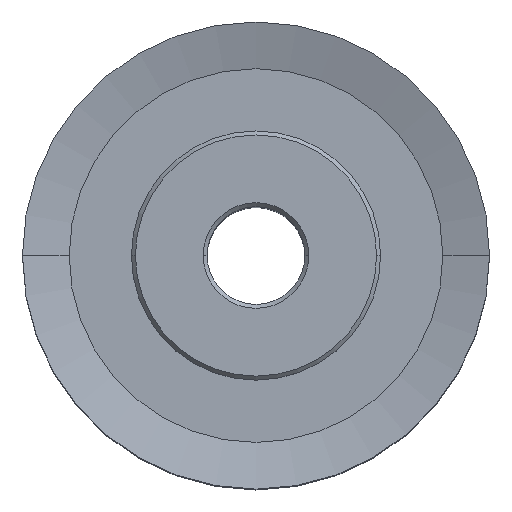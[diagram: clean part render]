
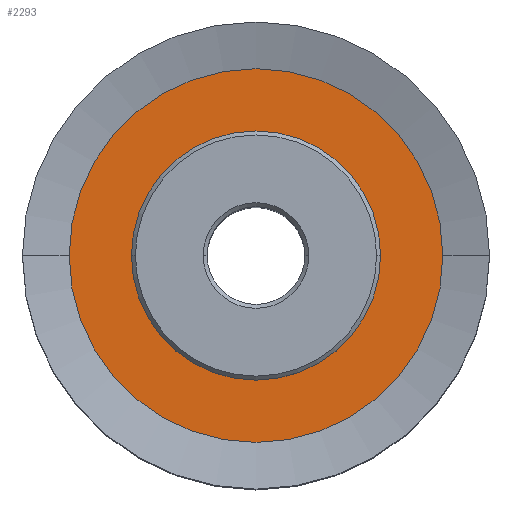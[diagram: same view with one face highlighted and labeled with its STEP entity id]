
A CAD part, top view. The second image highlights one B-rep face of the part: STEP entity #2293.
In plain terms, the highlighted planar face has unit normal (0, 0, 1).
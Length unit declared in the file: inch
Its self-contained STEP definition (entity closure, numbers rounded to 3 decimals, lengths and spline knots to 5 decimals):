
#44 = ORIENTED_EDGE ( 'NONE', *, *, #702, .T. ) ;
#83 = AXIS2_PLACEMENT_3D ( 'NONE', #868, #1127, #3234 ) ;
#145 = CARTESIAN_POINT ( 'NONE',  ( 0., 0., 0.30512 ) ) ;
#199 = FACE_BOUND ( 'NONE', #2448, .T. ) ;
#238 = CIRCLE ( 'NONE', #926, 0.15748 ) ;
#286 = CARTESIAN_POINT ( 'NONE',  ( 0., 0., 0.30512 ) ) ;
#308 = EDGE_LOOP ( 'NONE', ( #44, #2036 ) ) ;
#332 = EDGE_CURVE ( 'NONE', #2115, #1019, #2224, .T. ) ;
#544 = CARTESIAN_POINT ( 'NONE',  ( 0.23622, 0., 0.30512 ) ) ;
#577 = AXIS2_PLACEMENT_3D ( 'NONE', #1172, #1457, #3276 ) ;
#665 = DIRECTION ( 'NONE',  ( 1., 0., 0. ) ) ;
#675 = DIRECTION ( 'NONE',  ( 0., 0., 1. ) ) ;
#702 = EDGE_CURVE ( 'NONE', #1602, #1255, #2713, .T. ) ;
#791 = CARTESIAN_POINT ( 'NONE',  ( 0.15748, 0., 0.30512 ) ) ;
#803 = ORIENTED_EDGE ( 'NONE', *, *, #332, .F. ) ;
#868 = CARTESIAN_POINT ( 'NONE',  ( 0., 0.15748, 0.30512 ) ) ;
#926 = AXIS2_PLACEMENT_3D ( 'NONE', #2769, #675, #2512 ) ;
#940 = CIRCLE ( 'NONE', #577, 0.23622 ) ;
#1019 = VERTEX_POINT ( 'NONE', #2996 ) ;
#1127 = DIRECTION ( 'NONE',  ( 0., 0., -1. ) ) ;
#1172 = CARTESIAN_POINT ( 'NONE',  ( 0., 0., 0.30512 ) ) ;
#1255 = VERTEX_POINT ( 'NONE', #3265 ) ;
#1285 = ORIENTED_EDGE ( 'NONE', *, *, #2479, .F. ) ;
#1380 = AXIS2_PLACEMENT_3D ( 'NONE', #145, #3348, #665 ) ;
#1429 = PLANE ( 'NONE',  #83 ) ;
#1457 = DIRECTION ( 'NONE',  ( 0., 0., 1. ) ) ;
#1602 = VERTEX_POINT ( 'NONE', #544 ) ;
#1688 = FACE_OUTER_BOUND ( 'NONE', #308, .T. ) ;
#1805 = AXIS2_PLACEMENT_3D ( 'NONE', #286, #3130, #2128 ) ;
#1845 = EDGE_CURVE ( 'NONE', #1255, #1602, #940, .T. ) ;
#2036 = ORIENTED_EDGE ( 'NONE', *, *, #1845, .T. ) ;
#2115 = VERTEX_POINT ( 'NONE', #791 ) ;
#2128 = DIRECTION ( 'NONE',  ( 1., 0., 0. ) ) ;
#2224 = CIRCLE ( 'NONE', #1805, 0.15748 ) ;
#2293 = ADVANCED_FACE ( 'NONE', ( #199, #1688 ), #1429, .F. ) ;
#2448 = EDGE_LOOP ( 'NONE', ( #803, #1285 ) ) ;
#2479 = EDGE_CURVE ( 'NONE', #1019, #2115, #238, .T. ) ;
#2512 = DIRECTION ( 'NONE',  ( 1., 0., 0. ) ) ;
#2713 = CIRCLE ( 'NONE', #1380, 0.23622 ) ;
#2769 = CARTESIAN_POINT ( 'NONE',  ( 0., 0., 0.30512 ) ) ;
#2996 = CARTESIAN_POINT ( 'NONE',  ( -0.15748, 0., 0.30512 ) ) ;
#3130 = DIRECTION ( 'NONE',  ( 0., 0., 1. ) ) ;
#3234 = DIRECTION ( 'NONE',  ( -1., 0., 0. ) ) ;
#3265 = CARTESIAN_POINT ( 'NONE',  ( -0.23622, 0., 0.30512 ) ) ;
#3276 = DIRECTION ( 'NONE',  ( 1., 0., 0. ) ) ;
#3348 = DIRECTION ( 'NONE',  ( 0., 0., 1. ) ) ;
